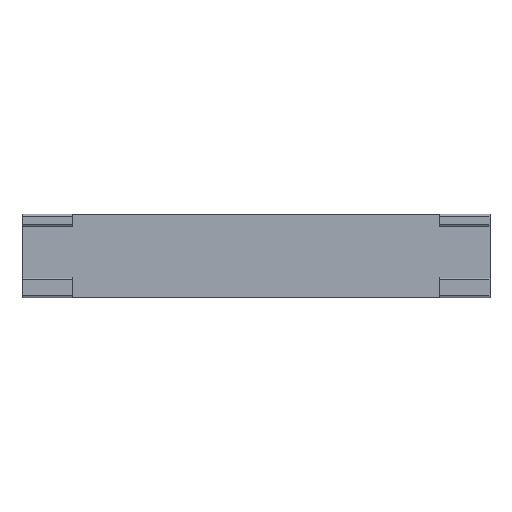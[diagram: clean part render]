
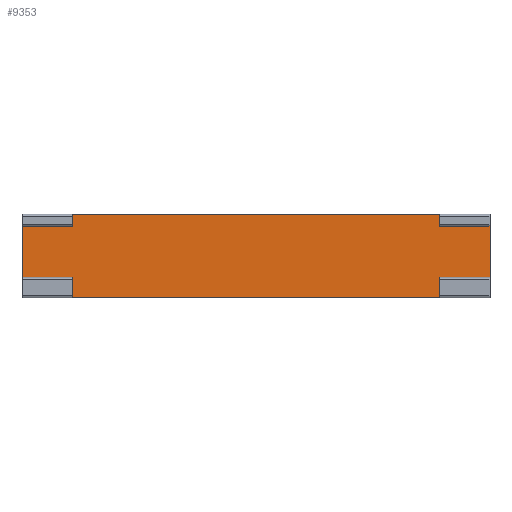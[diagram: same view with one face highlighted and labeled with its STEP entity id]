
A CAD part, top view. The second image highlights one B-rep face of the part: STEP entity #9353.
In plain terms, the highlighted planar face has unit normal (0, 0, 1).
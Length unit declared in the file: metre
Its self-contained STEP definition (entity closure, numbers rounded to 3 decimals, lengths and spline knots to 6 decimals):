
#190=PLANE('',#9925);
#641=LINE('',#14666,#1413);
#642=LINE('',#14668,#1414);
#643=LINE('',#14671,#1415);
#644=LINE('',#14673,#1416);
#645=LINE('',#14674,#1417);
#646=LINE('',#14676,#1418);
#647=LINE('',#14678,#1419);
#648=LINE('',#14680,#1420);
#649=LINE('',#14682,#1421);
#650=LINE('',#14684,#1422);
#651=LINE('',#14686,#1423);
#652=LINE('',#14688,#1424);
#1413=VECTOR('',#10650,1.);
#1414=VECTOR('',#10653,1.);
#1415=VECTOR('',#10654,1.);
#1416=VECTOR('',#10655,1.);
#1417=VECTOR('',#10656,1.);
#1418=VECTOR('',#10657,1.);
#1419=VECTOR('',#10658,1.);
#1420=VECTOR('',#10659,1.);
#1421=VECTOR('',#10660,1.);
#1422=VECTOR('',#10661,1.);
#1423=VECTOR('',#10662,1.);
#1424=VECTOR('',#10663,1.);
#3150=ORIENTED_EDGE('',*,*,#5352,.F.);
#3151=ORIENTED_EDGE('',*,*,#5353,.T.);
#3152=ORIENTED_EDGE('',*,*,#5354,.F.);
#3153=ORIENTED_EDGE('',*,*,#5351,.F.);
#3154=ORIENTED_EDGE('',*,*,#5355,.T.);
#3155=ORIENTED_EDGE('',*,*,#5356,.F.);
#3156=ORIENTED_EDGE('',*,*,#5357,.F.);
#3157=ORIENTED_EDGE('',*,*,#5358,.F.);
#3158=ORIENTED_EDGE('',*,*,#5359,.T.);
#3159=ORIENTED_EDGE('',*,*,#5360,.T.);
#3160=ORIENTED_EDGE('',*,*,#5361,.T.);
#3161=ORIENTED_EDGE('',*,*,#5362,.T.);
#5351=EDGE_CURVE('',#6561,#6559,#641,.T.);
#5352=EDGE_CURVE('',#6562,#6563,#642,.T.);
#5353=EDGE_CURVE('',#6562,#6564,#643,.T.);
#5354=EDGE_CURVE('',#6559,#6564,#644,.T.);
#5355=EDGE_CURVE('',#6561,#6565,#645,.T.);
#5356=EDGE_CURVE('',#6566,#6565,#646,.T.);
#5357=EDGE_CURVE('',#6567,#6566,#647,.T.);
#5358=EDGE_CURVE('',#6568,#6567,#648,.T.);
#5359=EDGE_CURVE('',#6568,#6569,#649,.T.);
#5360=EDGE_CURVE('',#6569,#6570,#650,.T.);
#5361=EDGE_CURVE('',#6570,#6571,#651,.T.);
#5362=EDGE_CURVE('',#6571,#6563,#652,.T.);
#6559=VERTEX_POINT('',#14661);
#6561=VERTEX_POINT('',#14665);
#6562=VERTEX_POINT('',#14669);
#6563=VERTEX_POINT('',#14670);
#6564=VERTEX_POINT('',#14672);
#6565=VERTEX_POINT('',#14675);
#6566=VERTEX_POINT('',#14677);
#6567=VERTEX_POINT('',#14679);
#6568=VERTEX_POINT('',#14681);
#6569=VERTEX_POINT('',#14683);
#6570=VERTEX_POINT('',#14685);
#6571=VERTEX_POINT('',#14687);
#7949=EDGE_LOOP('',(#3150,#3151,#3152,#3153,#3154,#3155,#3156,#3157,#3158,
#3159,#3160,#3161));
#8499=FACE_BOUND('',#7949,.T.);
#9353=ADVANCED_FACE('',(#8499),#190,.T.);
#9925=AXIS2_PLACEMENT_3D('',#14667,#10651,#10652);
#10650=DIRECTION('',(1.,0.,0.));
#10651=DIRECTION('',(0.,0.,1.));
#10652=DIRECTION('',(1.,0.,0.));
#10653=DIRECTION('',(0.,-1.,0.));
#10654=DIRECTION('',(1.,0.,0.));
#10655=DIRECTION('',(0.,-1.,0.));
#10656=DIRECTION('',(0.,1.,0.));
#10657=DIRECTION('',(1.,0.,0.));
#10658=DIRECTION('',(0.,1.,0.));
#10659=DIRECTION('',(1.,0.,0.));
#10660=DIRECTION('',(0.,-1.,0.));
#10661=DIRECTION('',(1.,0.,0.));
#10662=DIRECTION('',(0.,-1.,0.));
#10663=DIRECTION('',(1.,0.,0.));
#14661=CARTESIAN_POINT('',(0.139405,0.,0.));
#14665=CARTESIAN_POINT('',(0.124405,0.,0.));
#14666=CARTESIAN_POINT('',(0.131905,0.,0.));
#14667=CARTESIAN_POINT('',(0.0075,-0.01,0.));
#14668=CARTESIAN_POINT('',(0.124405,-0.0212,0.));
#14669=CARTESIAN_POINT('',(0.124405,-0.02,0.));
#14670=CARTESIAN_POINT('',(0.124405,-0.0224,0.));
#14671=CARTESIAN_POINT('',(0.131905,-0.02,0.));
#14672=CARTESIAN_POINT('',(0.139405,-0.02,0.));
#14673=CARTESIAN_POINT('',(0.139405,-0.01,0.));
#14674=CARTESIAN_POINT('',(0.124405,0.0012,0.));
#14675=CARTESIAN_POINT('',(0.124405,0.0024,0.));
#14676=CARTESIAN_POINT('',(0.0075,0.0024,0.));
#14677=CARTESIAN_POINT('',(0.015,0.0024,0.));
#14678=CARTESIAN_POINT('',(0.015,0.0012,0.));
#14679=CARTESIAN_POINT('',(0.015,0.,0.));
#14680=CARTESIAN_POINT('',(0.0075,0.,0.));
#14681=CARTESIAN_POINT('',(0.,0.,0.));
#14682=CARTESIAN_POINT('',(0.,-0.01,0.));
#14683=CARTESIAN_POINT('',(0.,-0.02,0.));
#14684=CARTESIAN_POINT('',(0.0075,-0.02,0.));
#14685=CARTESIAN_POINT('',(0.015,-0.02,0.));
#14686=CARTESIAN_POINT('',(0.015,-0.0212,0.));
#14687=CARTESIAN_POINT('',(0.015,-0.0224,0.));
#14688=CARTESIAN_POINT('',(0.0075,-0.0224,0.));
